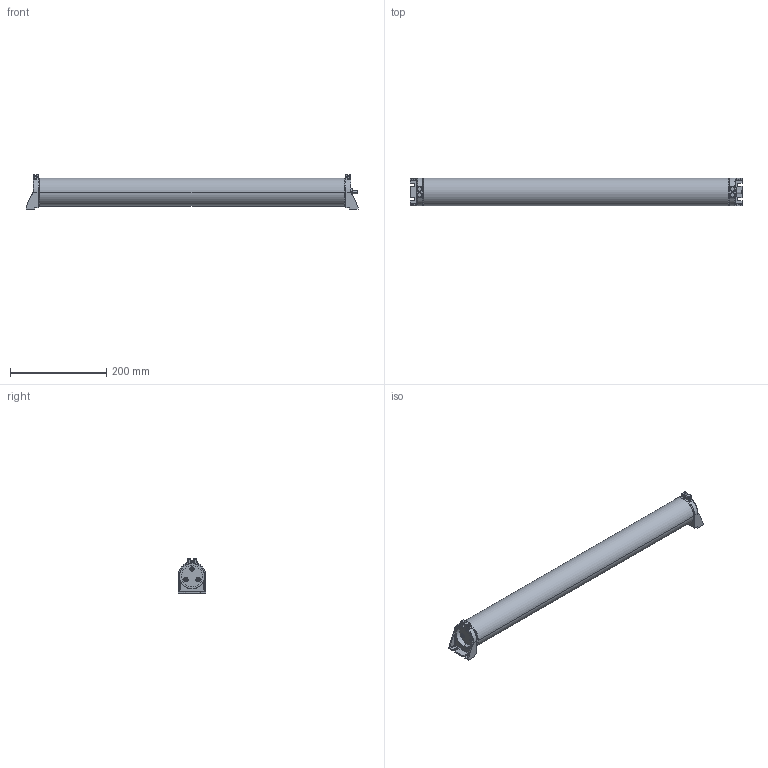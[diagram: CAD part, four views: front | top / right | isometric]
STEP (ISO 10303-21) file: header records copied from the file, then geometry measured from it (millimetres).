
FILE_DESCRIPTION((''),'2;1');
FILE_NAME('NLM30SG-AC.stp','2023-11-28T11:45:19',(''),(''),'Mechanical Desktop 2011','Mechanical Desktop 2011',', , ');
FILE_SCHEMA(('CONFIG_CONTROL_DESIGN'));
Length unit declared in the file: millimetre
Products named in the file (1): Product
Bounding box: 690 x 58 x 72.5 mm (x, y, z)
Volume: 1736169.7 mm3; surface area: 163098.3 mm2
Topology: 18 solids, 18 shells, 887 faces, 2273 edges, 1414 vertices
Faces by surface type: bspline 339, plane 197, cylinder 192, cone 138, torus 16, sphere 5
Full cylindrical faces by diameter (mm): 3.234 x37, 3.992 x38
Entity records: 39523 total; most frequent: CARTESIAN_POINT 20265, ORIENTED_EDGE 4498, DIRECTION 3241, EDGE_CURVE 2249, VERTEX_POINT 1414, AXIS2_PLACEMENT_3D 1107, VECTOR 1027, LINE 1027
